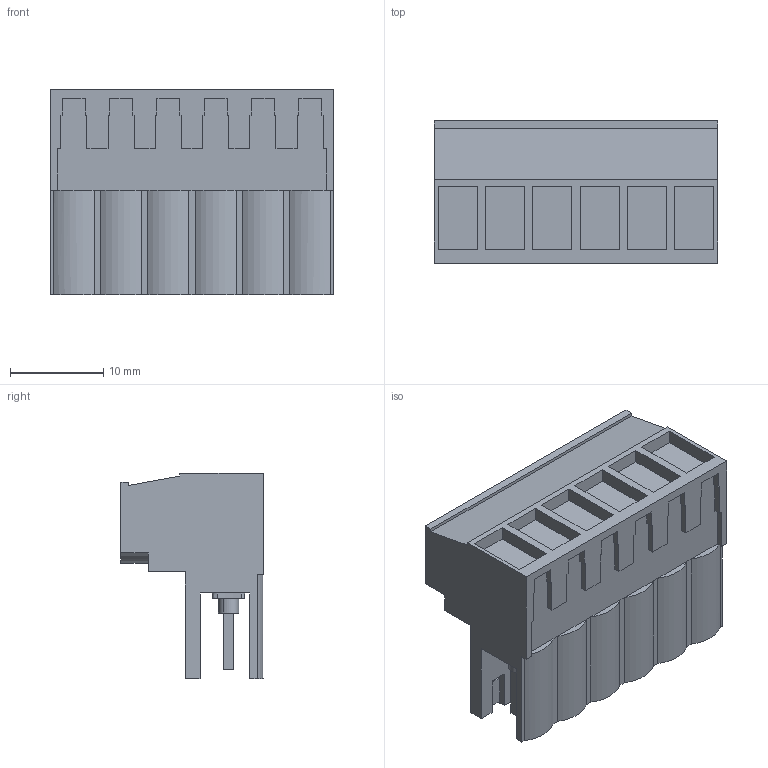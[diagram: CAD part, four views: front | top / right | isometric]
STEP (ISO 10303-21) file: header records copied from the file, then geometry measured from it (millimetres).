
FILE_DESCRIPTION(('CATIA V5 STEP','CAx-IF Rec.Pracs.--- Model Styling and Organization---1.2---2011-12-15'),'2;1');
FILE_NAME ('D1453750_0_1627130000_1627130000.stp','2017-06-01T06:33:37+00:00',('none'),('Weidmueller'),'CATIA Version 5-6 Release 2014','CATIA V5 STEP AP214','none');
FILE_SCHEMA(('AUTOMOTIVE_DESIGN { 1 0 10303 214 1 1 1 1 }'));
Length unit declared in the file: millimetre
Products named in the file (1): 1627130000
Bounding box: 30.48 x 15.3 x 22.05 mm (x, y, z)
Volume: 5201.4 mm3; surface area: 4645.5 mm2
Topology: 13 solids, 13 shells, 431 faces, 1169 edges, 788 vertices
Faces by surface type: plane 329, cylinder 78, extrusion 24
Entity records: 13303 total; most frequent: CARTESIAN_POINT 3032, ORIENTED_EDGE 2338, DIRECTION 1661, EDGE_CURVE 1169, VECTOR 963, LINE 939, VERTEX_POINT 788, EDGE_LOOP 467
